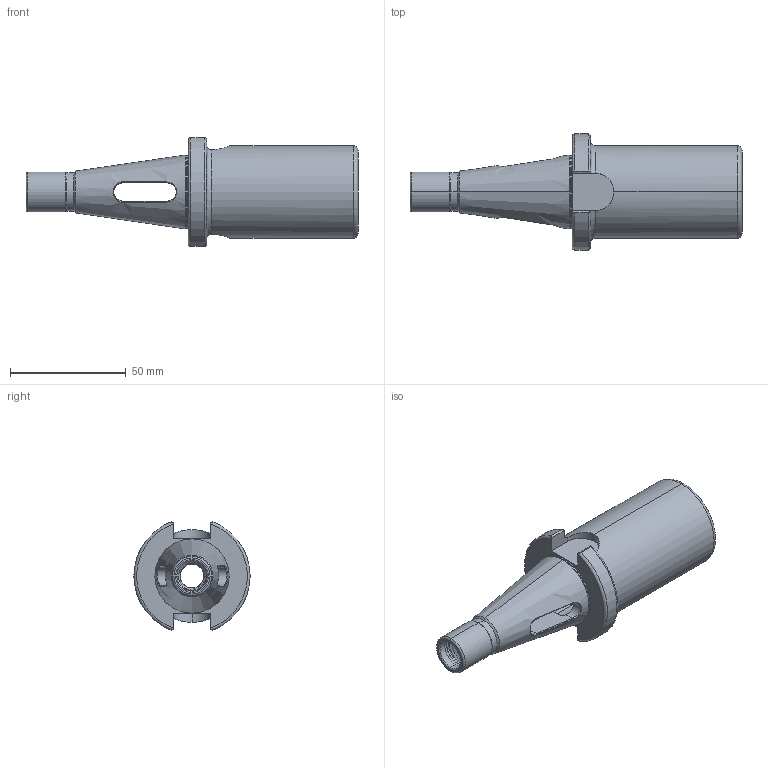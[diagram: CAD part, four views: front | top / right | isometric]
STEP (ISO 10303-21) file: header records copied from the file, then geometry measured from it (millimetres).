
FILE_DESCRIPTION (( 'STEP AP203' ), '1' );
FILE_NAME ('301.07.03.STEP', '2016-10-25T02:13:40', ( '' ), ( '' ), 'SwSTEP 2.0', 'SolidWorks 2012', '' );
FILE_SCHEMA (( 'CONFIG_CONTROL_DESIGN' ));
Length unit declared in the file: millimetre
Products named in the file (1): 301.07.03
Bounding box: 143.4 x 50.2 x 46.86 mm (x, y, z)
Volume: 83713.6 mm3; surface area: 25556 mm2
Topology: 1 solids, 1 shells, 114 faces, 290 edges, 178 vertices
Faces by surface type: cylinder 42, torus 24, plane 23, cone 15, bspline 10
Entity records: 7875 total; most frequent: CARTESIAN_POINT 5245, ORIENTED_EDGE 580, DIRECTION 490, EDGE_CURVE 290, AXIS2_PLACEMENT_3D 196, VERTEX_POINT 178, EDGE_LOOP 120, FACE_OUTER_BOUND 114
